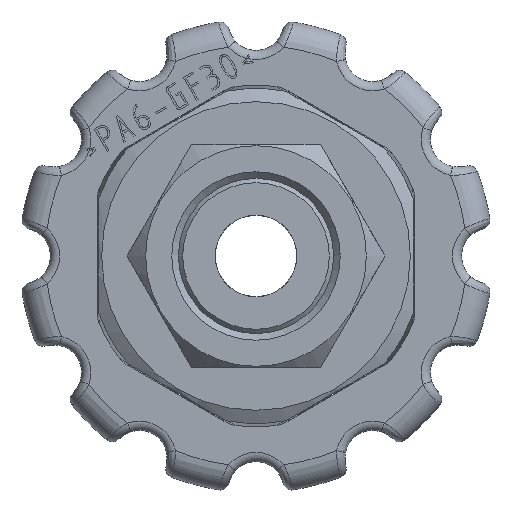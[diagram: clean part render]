
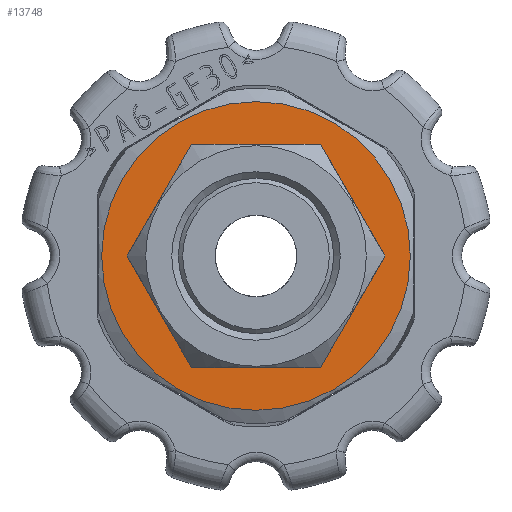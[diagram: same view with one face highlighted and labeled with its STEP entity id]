
A CAD part, left-side view. The second image highlights one B-rep face of the part: STEP entity #13748.
In plain terms, the highlighted planar face has unit normal (-1, 0, 0).
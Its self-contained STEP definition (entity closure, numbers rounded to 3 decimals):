
#2134=PLANE('',#14392);
#2574=ORIENTED_EDGE('',*,*,#5412,.T.);
#2575=ORIENTED_EDGE('',*,*,#5410,.F.);
#5410=EDGE_CURVE('',#6854,#6854,#7775,.T.);
#5412=EDGE_CURVE('',#6856,#6856,#7777,.T.);
#6854=VERTEX_POINT('',#17299);
#6856=VERTEX_POINT('',#17305);
#7775=CIRCLE('',#14389,8.2);
#7777=CIRCLE('',#14393,11.75);
#8128=EDGE_LOOP('',(#2574));
#8129=EDGE_LOOP('',(#2575));
#8827=FACE_BOUND('',#8128,.T.);
#8828=FACE_BOUND('',#8129,.T.);
#13748=ADVANCED_FACE('',(#8827,#8828),#2134,.T.);
#14389=AXIS2_PLACEMENT_3D('',#17298,#15188,#15189);
#14392=AXIS2_PLACEMENT_3D('',#17303,#15194,#15195);
#14393=AXIS2_PLACEMENT_3D('',#17304,#15196,#15197);
#15188=DIRECTION('',(-1.,0.,0.));
#15189=DIRECTION('',(0.,-0.866,-0.5));
#15194=DIRECTION('',(-1.,0.,0.));
#15195=DIRECTION('',(0.,-0.866,-0.5));
#15196=DIRECTION('',(-1.,0.,0.));
#15197=DIRECTION('',(0.,-0.866,-0.5));
#17298=CARTESIAN_POINT('',(10.5,0.,0.));
#17299=CARTESIAN_POINT('',(10.5,-7.101,-4.1));
#17303=CARTESIAN_POINT('',(10.5,-7.101,-4.1));
#17304=CARTESIAN_POINT('',(10.5,0.,0.));
#17305=CARTESIAN_POINT('',(10.5,-10.176,-5.875));
